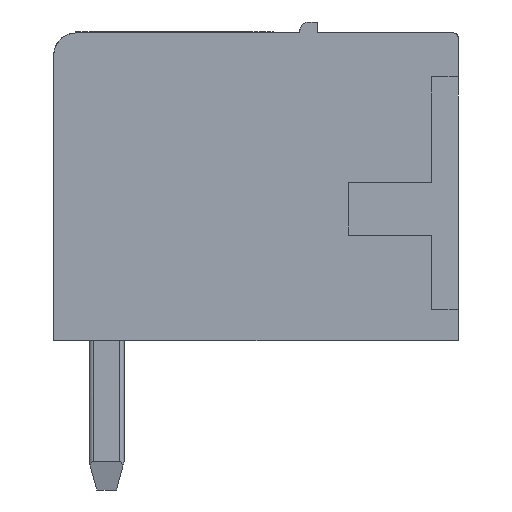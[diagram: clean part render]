
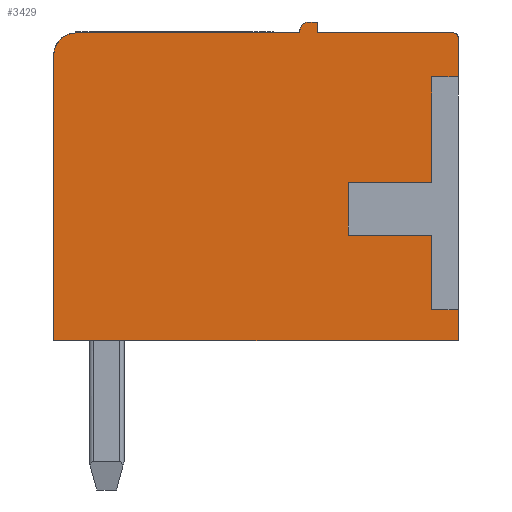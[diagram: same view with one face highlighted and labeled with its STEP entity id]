
A CAD part, left-side view. The second image highlights one B-rep face of the part: STEP entity #3429.
In plain terms, the highlighted planar face has unit normal (-1, 0.018, 0).
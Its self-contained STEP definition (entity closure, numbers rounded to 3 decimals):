
#3429=ADVANCED_FACE('',(#6353),#6354,.F.);
#6353=FACE_OUTER_BOUND('',#11041,.T.);
#6354=PLANE('',#11042);
#11041=EDGE_LOOP('',(#15714,#15715,#15716,#15717,#15718,#15719,#15720,#15721,#15722,#15723,#15724,#15725,#15726,#15727,#15728,#15729,#15730,#15731,#15732));
#11042=AXIS2_PLACEMENT_3D('',#15733,#15734,#15735);
#15714=ORIENTED_EDGE('',*,*,#19097,.T.);
#15715=ORIENTED_EDGE('',*,*,#18576,.T.);
#15716=ORIENTED_EDGE('',*,*,#18579,.F.);
#15717=ORIENTED_EDGE('',*,*,#18607,.F.);
#15718=ORIENTED_EDGE('',*,*,#18626,.F.);
#15719=ORIENTED_EDGE('',*,*,#19098,.F.);
#15720=ORIENTED_EDGE('',*,*,#19099,.T.);
#15721=ORIENTED_EDGE('',*,*,#19100,.T.);
#15722=ORIENTED_EDGE('',*,*,#19101,.T.);
#15723=ORIENTED_EDGE('',*,*,#19102,.T.);
#15724=ORIENTED_EDGE('',*,*,#19103,.T.);
#15725=ORIENTED_EDGE('',*,*,#19104,.T.);
#15726=ORIENTED_EDGE('',*,*,#19105,.T.);
#15727=ORIENTED_EDGE('',*,*,#19106,.F.);
#15728=ORIENTED_EDGE('',*,*,#19091,.F.);
#15729=ORIENTED_EDGE('',*,*,#19107,.F.);
#15730=ORIENTED_EDGE('',*,*,#19108,.T.);
#15731=ORIENTED_EDGE('',*,*,#19109,.F.);
#15732=ORIENTED_EDGE('',*,*,#19110,.F.);
#15733=CARTESIAN_POINT('',(-0.025,-1.414,7.975));
#15734=DIRECTION('',(1.,-0.017,0.));
#15735=DIRECTION('',(0.,0.,-1.0));
#18576=EDGE_CURVE('',#20582,#20600,#20602,.T.);
#18579=EDGE_CURVE('',#20604,#20600,#20606,.T.);
#18607=EDGE_CURVE('',#20653,#20604,#20655,.T.);
#18626=EDGE_CURVE('',#20680,#20653,#20682,.T.);
#19091=EDGE_CURVE('',#21355,#21353,#21357,.T.);
#19097=EDGE_CURVE('',#21365,#20582,#21366,.T.);
#19098=EDGE_CURVE('',#21367,#20680,#21368,.T.);
#19099=EDGE_CURVE('',#21367,#21369,#21370,.T.);
#19100=EDGE_CURVE('',#21369,#21371,#21372,.T.);
#19101=EDGE_CURVE('',#21371,#21373,#21374,.T.);
#19102=EDGE_CURVE('',#21373,#21375,#21376,.T.);
#19103=EDGE_CURVE('',#21375,#21377,#21378,.T.);
#19104=EDGE_CURVE('',#21377,#21379,#21380,.T.);
#19105=EDGE_CURVE('',#21379,#21381,#21382,.T.);
#19106=EDGE_CURVE('',#21353,#21381,#21383,.T.);
#19107=EDGE_CURVE('',#21384,#21355,#21385,.T.);
#19108=EDGE_CURVE('',#21384,#21386,#21387,.T.);
#19109=EDGE_CURVE('',#21388,#21386,#21389,.T.);
#19110=EDGE_CURVE('',#21365,#21388,#21390,.T.);
#20582=VERTEX_POINT('',#23499);
#20600=VERTEX_POINT('',#23522);
#20602=LINE('',#23525,#23526);
#20604=VERTEX_POINT('',#23528);
#20606=ELLIPSE('',#23531,0.5,0.5);
#20653=VERTEX_POINT('',#23598);
#20655=LINE('',#23601,#23602);
#20680=VERTEX_POINT('',#23637);
#20682=LINE('',#23640,#23641);
#21353=VERTEX_POINT('',#24659);
#21355=VERTEX_POINT('',#24662);
#21357=ELLIPSE('',#24665,0.1,0.1);
#21365=VERTEX_POINT('',#24676);
#21366=LINE('',#24677,#24678);
#21367=VERTEX_POINT('',#24679);
#21368=LINE('',#24680,#24681);
#21369=VERTEX_POINT('',#24682);
#21370=LINE('',#24683,#24684);
#21371=VERTEX_POINT('',#24685);
#21372=LINE('',#24686,#24687);
#21373=VERTEX_POINT('',#24688);
#21374=LINE('',#24689,#24690);
#21375=VERTEX_POINT('',#24691);
#21376=LINE('',#24692,#24693);
#21377=VERTEX_POINT('',#24694);
#21378=LINE('',#24695,#24696);
#21379=VERTEX_POINT('',#24697);
#21380=LINE('',#24698,#24699);
#21381=VERTEX_POINT('',#24700);
#21382=LINE('',#24701,#24702);
#21383=LINE('',#24703,#24704);
#21384=VERTEX_POINT('',#24705);
#21385=LINE('',#24706,#24707);
#21386=VERTEX_POINT('',#24708);
#21387=LINE('',#24709,#24710);
#21388=VERTEX_POINT('',#24711);
#21389=LINE('',#24712,#24713);
#21390=ELLIPSE('',#24714,0.2,0.2);
#23499=CARTESIAN_POINT('',(0.063,3.6,7.));
#23522=CARTESIAN_POINT('',(0.152,8.7,7.));
#23525=CARTESIAN_POINT('',(0.083,4.729,7.));
#23526=VECTOR('',#27117,1.0);
#23528=CARTESIAN_POINT('',(0.161,9.2,6.5));
#23531=AXIS2_PLACEMENT_3D('',#27119,#27120,#27121);
#23598=CARTESIAN_POINT('',(0.161,9.2,0.));
#23601=CARTESIAN_POINT('',(0.161,9.2,5.238));
#23602=VECTOR('',#27158,1.0);
#23637=CARTESIAN_POINT('',(0.,0.,0.));
#23640=CARTESIAN_POINT('',(0.083,4.729,0.));
#23641=VECTOR('',#27176,1.0);
#24659=CARTESIAN_POINT('',(0.,0.,6.9));
#24662=CARTESIAN_POINT('',(0.002,0.1,7.));
#24665=AXIS2_PLACEMENT_3D('',#27574,#27575,#27576);
#24676=CARTESIAN_POINT('',(0.063,3.6,7.05));
#24677=CARTESIAN_POINT('',(0.063,3.6,5.238));
#24678=VECTOR('',#27580,1.0);
#24679=CARTESIAN_POINT('',(0.,0.,0.7));
#24680=CARTESIAN_POINT('',(0.,0.,5.238));
#24681=VECTOR('',#27581,1.0);
#24682=CARTESIAN_POINT('',(0.01,0.6,0.7));
#24683=CARTESIAN_POINT('',(0.083,4.729,0.7));
#24684=VECTOR('',#27582,1.0);
#24685=CARTESIAN_POINT('',(0.01,0.6,2.4));
#24686=CARTESIAN_POINT('',(0.01,0.6,5.238));
#24687=VECTOR('',#27583,1.0);
#24688=CARTESIAN_POINT('',(0.044,2.5,2.4));
#24689=CARTESIAN_POINT('',(0.083,4.729,2.4));
#24690=VECTOR('',#27584,1.0);
#24691=CARTESIAN_POINT('',(0.044,2.5,3.6));
#24692=CARTESIAN_POINT('',(0.044,2.5,5.238));
#24693=VECTOR('',#27585,1.0);
#24694=CARTESIAN_POINT('',(0.01,0.6,3.6));
#24695=CARTESIAN_POINT('',(0.083,4.729,3.6));
#24696=VECTOR('',#27586,1.0);
#24697=CARTESIAN_POINT('',(0.01,0.6,6.));
#24698=CARTESIAN_POINT('',(0.01,0.6,5.238));
#24699=VECTOR('',#27587,1.0);
#24700=CARTESIAN_POINT('',(0.,0.,6.));
#24701=CARTESIAN_POINT('',(0.083,4.729,6.));
#24702=VECTOR('',#27588,1.0);
#24703=CARTESIAN_POINT('',(0.,0.,5.238));
#24704=VECTOR('',#27589,1.0);
#24705=CARTESIAN_POINT('',(0.056,3.2,7.));
#24706=CARTESIAN_POINT('',(0.083,4.729,7.));
#24707=VECTOR('',#27590,1.0);
#24708=CARTESIAN_POINT('',(0.056,3.2,7.25));
#24709=CARTESIAN_POINT('',(0.056,3.2,5.238));
#24710=VECTOR('',#27591,1.0);
#24711=CARTESIAN_POINT('',(0.059,3.4,7.25));
#24712=CARTESIAN_POINT('',(0.083,4.729,7.25));
#24713=VECTOR('',#27592,1.0);
#24714=AXIS2_PLACEMENT_3D('',#27593,#27594,#27595);
#27117=DIRECTION('',(0.017,1.,0.));
#27119=CARTESIAN_POINT('',(0.152,8.7,6.5));
#27120=DIRECTION('',(1.,-0.017,0.));
#27121=DIRECTION('',(0.017,1.,0.));
#27158=DIRECTION('',(0.,0.,1.0));
#27176=DIRECTION('',(0.017,1.,0.));
#27574=CARTESIAN_POINT('',(0.002,0.1,6.9));
#27575=DIRECTION('',(1.,-0.017,0.));
#27576=DIRECTION('',(0.017,1.,0.));
#27580=DIRECTION('',(0.,0.,-1.0));
#27581=DIRECTION('',(0.,0.,-1.0));
#27582=DIRECTION('',(0.017,1.,0.));
#27583=DIRECTION('',(0.,0.,1.0));
#27584=DIRECTION('',(0.017,1.,0.));
#27585=DIRECTION('',(0.,0.,1.0));
#27586=DIRECTION('',(-0.017,-1.,0.));
#27587=DIRECTION('',(0.,0.,1.0));
#27588=DIRECTION('',(-0.017,-1.,0.));
#27589=DIRECTION('',(0.,0.,-1.0));
#27590=DIRECTION('',(-0.017,-1.,0.));
#27591=DIRECTION('',(0.,0.,1.0));
#27592=DIRECTION('',(-0.017,-1.,0.));
#27593=CARTESIAN_POINT('',(0.059,3.4,7.05));
#27594=DIRECTION('',(1.,-0.017,0.));
#27595=DIRECTION('',(0.017,1.,0.));
